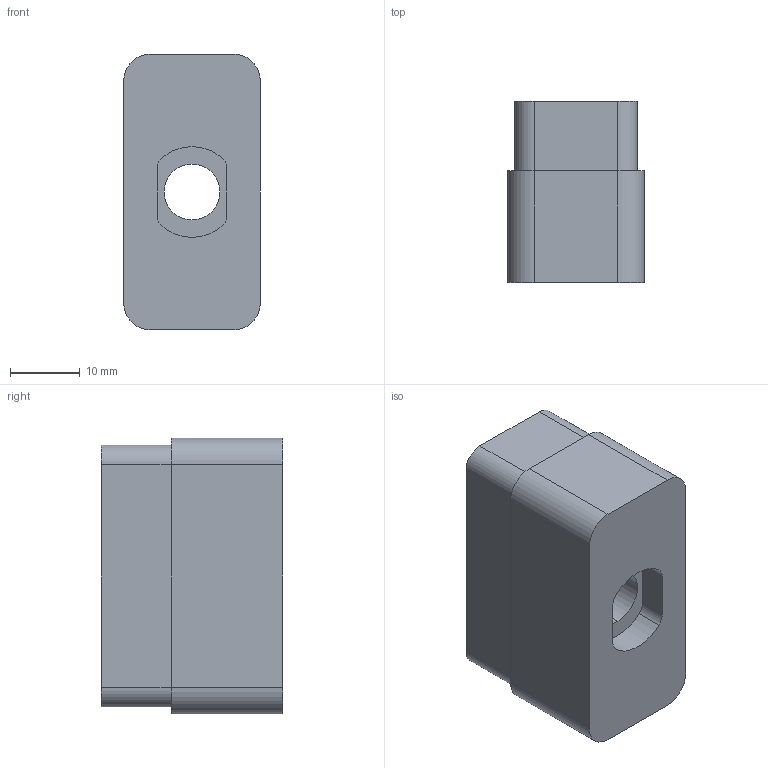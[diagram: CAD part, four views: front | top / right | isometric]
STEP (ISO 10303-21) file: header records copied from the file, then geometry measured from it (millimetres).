
FILE_DESCRIPTION (( 'STEP AP203' ), '1' );
FILE_NAME ('Piece usure.STEP', '2019-02-27T15:10:46', ( '' ), ( '' ), 'SwSTEP 2.0', 'SolidWorks 2018', '' );
FILE_SCHEMA (( 'CONFIG_CONTROL_DESIGN' ));
Length unit declared in the file: millimetre
Products named in the file (1): Piece usure
Bounding box: 19.6 x 26 x 39.6 mm (x, y, z)
Volume: 16062.9 mm3; surface area: 5189.7 mm2
Topology: 1 solids, 1 shells, 34 faces, 87 edges, 58 vertices
Faces by surface type: cylinder 19, plane 15
Entity records: 1130 total; most frequent: DIRECTION 195, CARTESIAN_POINT 180, ORIENTED_EDGE 174, EDGE_CURVE 87, AXIS2_PLACEMENT_3D 73, VERTEX_POINT 58, LINE 49, VECTOR 49
